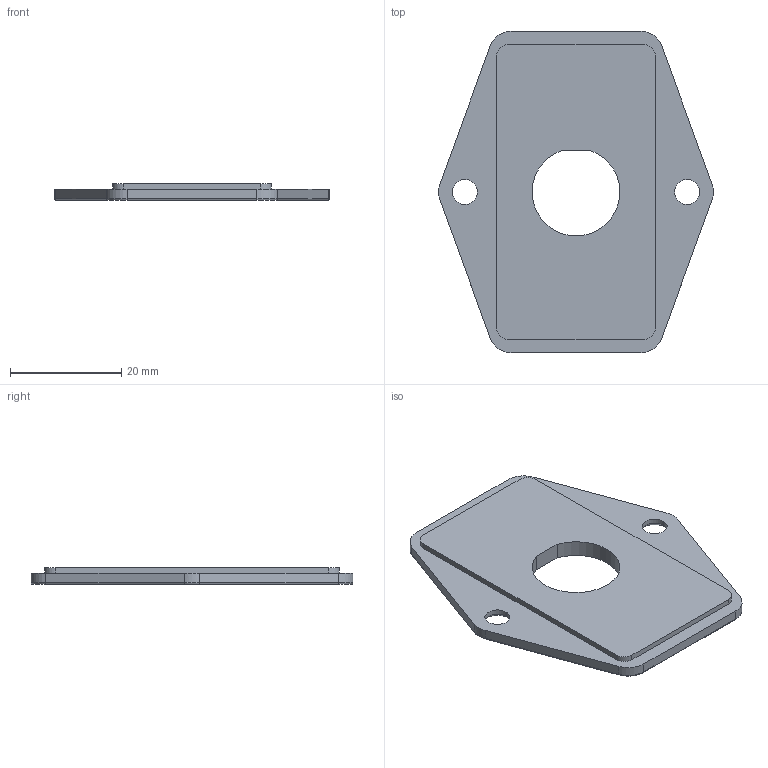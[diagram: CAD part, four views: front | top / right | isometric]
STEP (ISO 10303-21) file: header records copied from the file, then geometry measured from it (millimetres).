
FILE_DESCRIPTION((''),'2;1');
FILE_NAME('_1_','2022-05-10T',('zcz20'),(''),'PRO/ENGINEER BY PARAMETRIC TECHNOLOGY CORPORATION, 2012480','PRO/ENGINEER BY PARAMETRIC TECHNOLOGY CORPORATION, 2012480','');
FILE_SCHEMA(('CONFIG_CONTROL_DESIGN'));
Length unit declared in the file: millimetre
Products named in the file (1): _1_
Bounding box: 49.49 x 57.9 x 3 mm (x, y, z)
Volume: 5395.2 mm3; surface area: 4791.4 mm2
Topology: 1 solids, 1 shells, 47 faces, 120 edges, 76 vertices
Faces by surface type: cylinder 22, plane 14, torus 7, cone 4
Entity records: 1502 total; most frequent: DIRECTION 275, CARTESIAN_POINT 243, ORIENTED_EDGE 240, EDGE_CURVE 120, AXIS2_PLACEMENT_3D 108, VERTEX_POINT 76, CIRCLE 61, VECTOR 59
